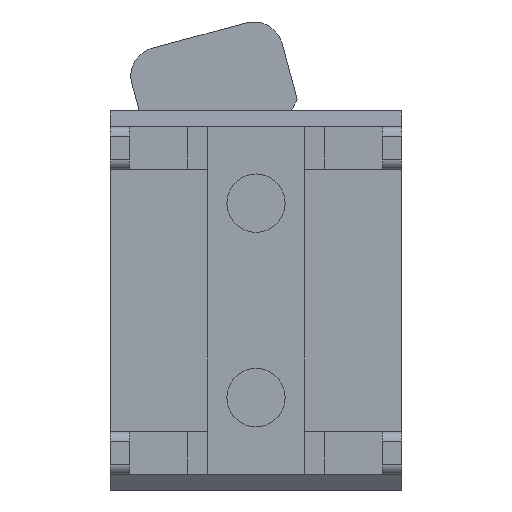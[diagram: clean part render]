
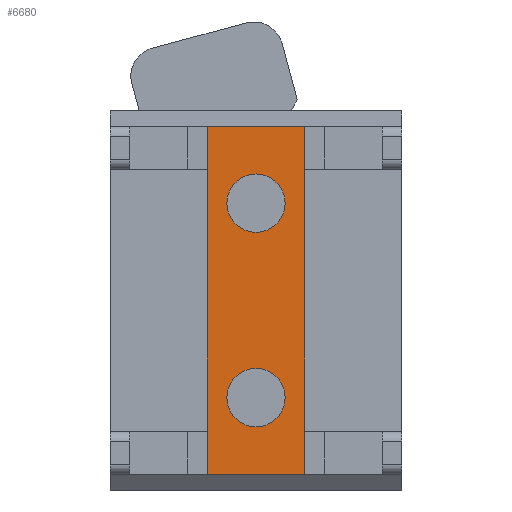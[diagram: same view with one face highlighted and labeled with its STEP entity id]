
A CAD part, front view. The second image highlights one B-rep face of the part: STEP entity #6680.
In plain terms, the highlighted planar face has unit normal (0, -1, 0).
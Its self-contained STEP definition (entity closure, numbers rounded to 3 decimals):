
#17 = EDGE_CURVE ( 'NONE', #9400, #1999, #3367, .T. ) ;
#215 = CARTESIAN_POINT ( 'NONE',  ( 0., -66.7, 13. ) ) ;
#392 = CARTESIAN_POINT ( 'NONE',  ( 0., -66.7, 10. ) ) ;
#555 = EDGE_CURVE ( 'NONE', #838, #1457, #7095, .T. ) ;
#623 = EDGE_CURVE ( 'NONE', #5601, #5111, #5571, .T. ) ;
#817 = CARTESIAN_POINT ( 'NONE',  ( 0., -66.7, -10. ) ) ;
#838 = VERTEX_POINT ( 'NONE', #7405 ) ;
#922 = EDGE_CURVE ( 'NONE', #1999, #1457, #7410, .T. ) ;
#971 = ORIENTED_EDGE ( 'NONE', *, *, #17, .T. ) ;
#1205 = CIRCLE ( 'NONE', #6098, 3. ) ;
#1233 = EDGE_LOOP ( 'NONE', ( #8101, #971, #2768, #7146 ) ) ;
#1318 = ORIENTED_EDGE ( 'NONE', *, *, #9508, .F. ) ;
#1457 = VERTEX_POINT ( 'NONE', #3557 ) ;
#1555 = CARTESIAN_POINT ( 'NONE',  ( -43.657, -66.7, -17.875 ) ) ;
#1635 = DIRECTION ( 'NONE',  ( 0., -1., 0. ) ) ;
#1755 = CARTESIAN_POINT ( 'NONE',  ( 0., -66.7, -10. ) ) ;
#1976 = DIRECTION ( 'NONE',  ( 1., 0., 0. ) ) ;
#1999 = VERTEX_POINT ( 'NONE', #5689 ) ;
#2329 = DIRECTION ( 'NONE',  ( 0., 0., -1. ) ) ;
#2412 = ORIENTED_EDGE ( 'NONE', *, *, #9110, .F. ) ;
#2768 = ORIENTED_EDGE ( 'NONE', *, *, #922, .T. ) ;
#3024 = FACE_BOUND ( 'NONE', #5158, .T. ) ;
#3343 = AXIS2_PLACEMENT_3D ( 'NONE', #1755, #4787, #5614 ) ;
#3355 = CARTESIAN_POINT ( 'NONE',  ( 5., -66.7, 0. ) ) ;
#3367 = LINE ( 'NONE', #4013, #8485 ) ;
#3391 = CARTESIAN_POINT ( 'NONE',  ( -43.657, -66.7, 17.875 ) ) ;
#3557 = CARTESIAN_POINT ( 'NONE',  ( 5., -66.7, -17.875 ) ) ;
#3580 = DIRECTION ( 'NONE',  ( 0., -1., 0. ) ) ;
#3586 = EDGE_LOOP ( 'NONE', ( #2412, #1318 ) ) ;
#3880 = DIRECTION ( 'NONE',  ( 0., 0., -1. ) ) ;
#4013 = CARTESIAN_POINT ( 'NONE',  ( -5., -66.7, 0. ) ) ;
#4117 = DIRECTION ( 'NONE',  ( 0., 0., -1. ) ) ;
#4222 = EDGE_CURVE ( 'NONE', #5111, #5601, #1205, .T. ) ;
#4263 = CARTESIAN_POINT ( 'NONE',  ( 0., -66.7, 10. ) ) ;
#4570 = FACE_BOUND ( 'NONE', #3586, .T. ) ;
#4624 = DIRECTION ( 'NONE',  ( 1., 0., 0. ) ) ;
#4639 = DIRECTION ( 'NONE',  ( 0., -1., 0. ) ) ;
#4697 = CARTESIAN_POINT ( 'NONE',  ( 0., -66.7, -7. ) ) ;
#4772 = DIRECTION ( 'NONE',  ( 0., 0., -1. ) ) ;
#4787 = DIRECTION ( 'NONE',  ( 0., -1., 0. ) ) ;
#5111 = VERTEX_POINT ( 'NONE', #7398 ) ;
#5158 = EDGE_LOOP ( 'NONE', ( #8003, #8838 ) ) ;
#5345 = VECTOR ( 'NONE', #1976, 1000. ) ;
#5571 = CIRCLE ( 'NONE', #7336, 3. ) ;
#5601 = VERTEX_POINT ( 'NONE', #215 ) ;
#5614 = DIRECTION ( 'NONE',  ( 0., 0., -1. ) ) ;
#5689 = CARTESIAN_POINT ( 'NONE',  ( -5., -66.7, -17.875 ) ) ;
#5809 = VERTEX_POINT ( 'NONE', #7126 ) ;
#6095 = AXIS2_PLACEMENT_3D ( 'NONE', #817, #4639, #2329 ) ;
#6098 = AXIS2_PLACEMENT_3D ( 'NONE', #392, #6478, #6450 ) ;
#6369 = CIRCLE ( 'NONE', #3343, 3. ) ;
#6450 = DIRECTION ( 'NONE',  ( 0., 0., -1. ) ) ;
#6478 = DIRECTION ( 'NONE',  ( 0., -1., 0. ) ) ;
#6616 = CARTESIAN_POINT ( 'NONE',  ( -5., -66.7, 17.875 ) ) ;
#6680 = ADVANCED_FACE ( 'NONE', ( #3024, #4570, #8272 ), #8287, .T. ) ;
#6776 = CIRCLE ( 'NONE', #6095, 3. ) ;
#6850 = VECTOR ( 'NONE', #4117, 1000. ) ;
#7095 = LINE ( 'NONE', #3355, #6850 ) ;
#7126 = CARTESIAN_POINT ( 'NONE',  ( 0., -66.7, -13. ) ) ;
#7146 = ORIENTED_EDGE ( 'NONE', *, *, #555, .F. ) ;
#7160 = DIRECTION ( 'NONE',  ( 0., 0., -1. ) ) ;
#7321 = LINE ( 'NONE', #3391, #5345 ) ;
#7336 = AXIS2_PLACEMENT_3D ( 'NONE', #4263, #3580, #7160 ) ;
#7398 = CARTESIAN_POINT ( 'NONE',  ( 0., -66.7, 7. ) ) ;
#7405 = CARTESIAN_POINT ( 'NONE',  ( 5., -66.7, 17.875 ) ) ;
#7410 = LINE ( 'NONE', #1555, #8340 ) ;
#7966 = EDGE_CURVE ( 'NONE', #9400, #838, #7321, .T. ) ;
#8003 = ORIENTED_EDGE ( 'NONE', *, *, #4222, .F. ) ;
#8101 = ORIENTED_EDGE ( 'NONE', *, *, #7966, .F. ) ;
#8218 = CARTESIAN_POINT ( 'NONE',  ( -43.657, -66.7, 17.875 ) ) ;
#8272 = FACE_OUTER_BOUND ( 'NONE', #1233, .T. ) ;
#8287 = PLANE ( 'NONE',  #8562 ) ;
#8314 = VERTEX_POINT ( 'NONE', #4697 ) ;
#8340 = VECTOR ( 'NONE', #4624, 1000. ) ;
#8485 = VECTOR ( 'NONE', #4772, 1000. ) ;
#8562 = AXIS2_PLACEMENT_3D ( 'NONE', #8218, #1635, #3880 ) ;
#8838 = ORIENTED_EDGE ( 'NONE', *, *, #623, .F. ) ;
#9110 = EDGE_CURVE ( 'NONE', #5809, #8314, #6369, .T. ) ;
#9400 = VERTEX_POINT ( 'NONE', #6616 ) ;
#9508 = EDGE_CURVE ( 'NONE', #8314, #5809, #6776, .T. ) ;
